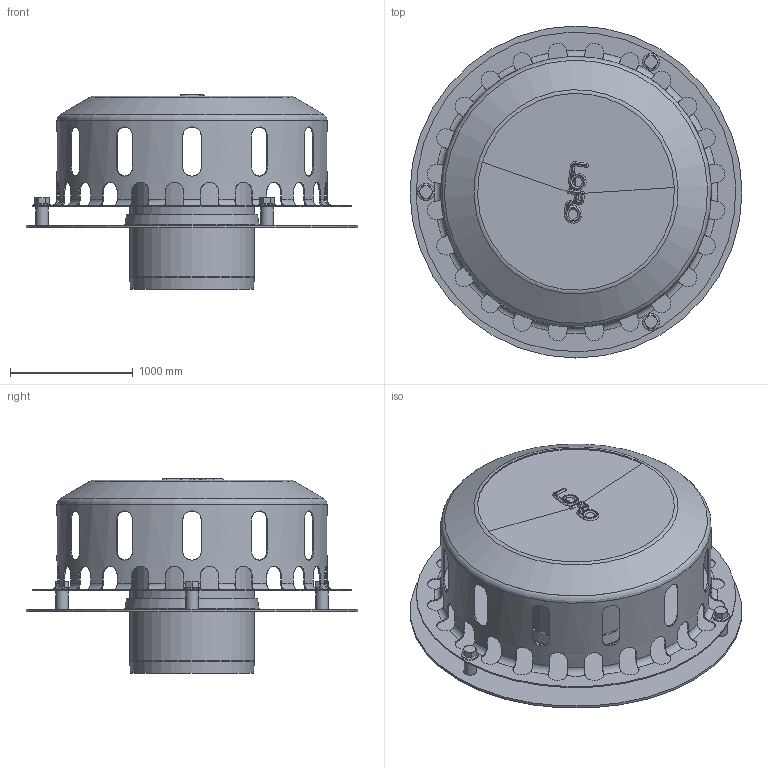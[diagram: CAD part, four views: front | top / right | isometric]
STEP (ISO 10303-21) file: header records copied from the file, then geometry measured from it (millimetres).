
FILE_DESCRIPTION(/* description */ (''),/* implementation_level */ '2;1');
FILE_NAME(/* name */ '17127.100X_3D.stp',/* time_stamp */ '2024-12-12T07:39:17+01:00',/* author */ ('CAD'),/* organization */ (''),/* preprocessor_version */ 'ST-DEVELOPER v20',/* originating_system */ 'AutoCAD Mechanical',/* authorisation */ '');
FILE_SCHEMA (('AUTOMOTIVE_DESIGN { 1 0 10303 214 3 1 1 }'));
Length unit declared in the file: centimetre
Products named in the file (2): Product; *S0
Assembly tree (1 placements, depth 2):
  Product
    *S0
Bounding box: 2700 x 2700 x 1582.5 mm (x, y, z)
Volume: 188975997.5 mm3; surface area: 34257906.3 mm2
Topology: 9 solids, 9 shells, 448 faces, 1293 edges, 820 vertices
Faces by surface type: plane 140, cylinder 133, torus 86, cone 83, sphere 3, bspline 3
Full cylindrical faces by diameter (mm): 40 x3, 60 x3, 80 x3, 100 x3, 105 x2, 992 x1, 1016 x1, 2180 x1, 2200 x1, 2600 x1, 2700 x1
Entity records: 20279 total; most frequent: CARTESIAN_POINT 8699, ORIENTED_EDGE 2570, DIRECTION 2280, EDGE_CURVE 1285, AXIS2_PLACEMENT_3D 894, VERTEX_POINT 820, EDGE_LOOP 495, LINE 492
